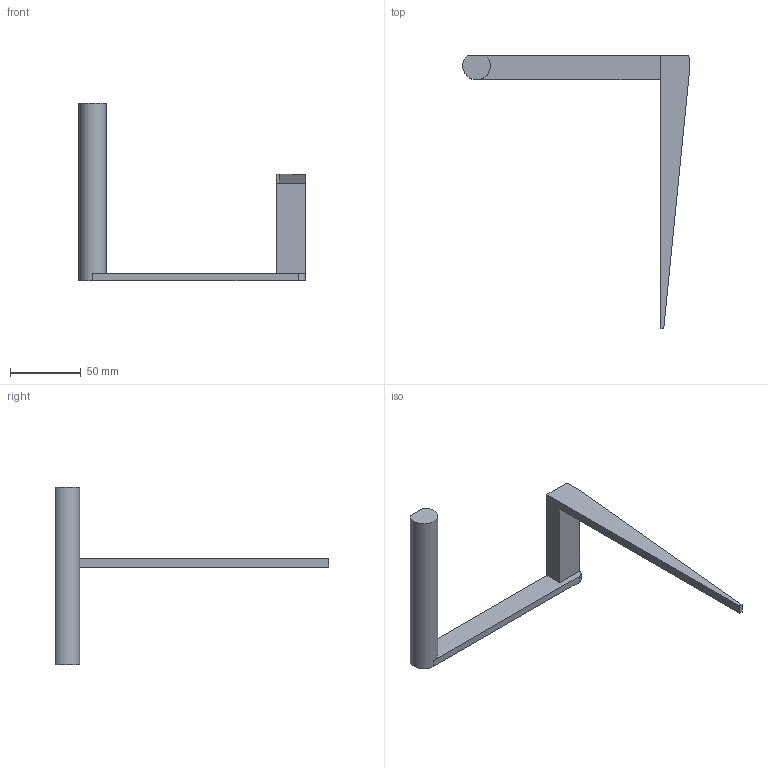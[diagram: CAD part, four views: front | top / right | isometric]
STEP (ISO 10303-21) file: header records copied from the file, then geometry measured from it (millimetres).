
FILE_DESCRIPTION(/* description */ (''),/* implementation_level */ '2;1');
FILE_NAME(/* name */ 'Chain aligner v6.step',/* time_stamp */ '2020-12-08T19:24:20-08:00',/* author */ (''),/* organization */ (''),/* preprocessor_version */ 'ST-DEVELOPER v18.1',/* originating_system */ 'Autodesk Translation Framework v9.3.0.1241',/* authorisation */ '');
FILE_SCHEMA (('AUTOMOTIVE_DESIGN { 1 0 10303 214 3 1 1 }'));
Length unit declared in the file: millimetre
Products named in the file (1): Chain aligner
Bounding box: 159.75 x 192.5 x 125 mm (x, y, z)
Volume: 76502.1 mm3; surface area: 24919.8 mm2
Topology: 1 solids, 1 shells, 16 faces, 40 edges, 26 vertices
Faces by surface type: plane 13, cylinder 3
Entity records: 509 total; most frequent: CARTESIAN_POINT 83, DIRECTION 82, ORIENTED_EDGE 80, EDGE_CURVE 40, LINE 32, VECTOR 32, VERTEX_POINT 26, AXIS2_PLACEMENT_3D 25
